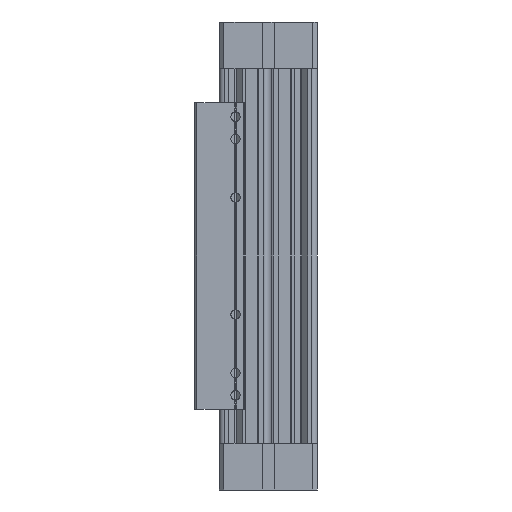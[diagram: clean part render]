
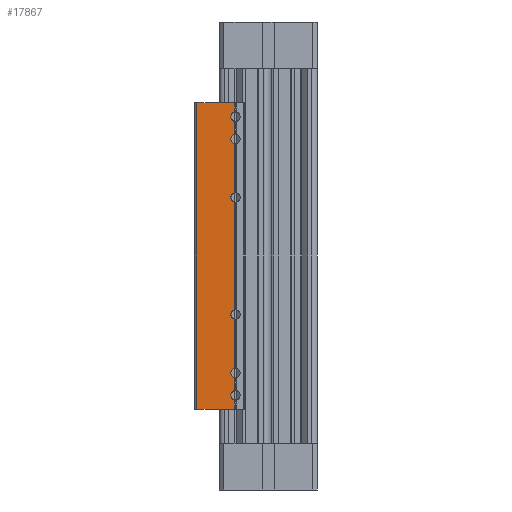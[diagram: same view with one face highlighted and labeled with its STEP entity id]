
A CAD part, front view. The second image highlights one B-rep face of the part: STEP entity #17867.
In plain terms, the highlighted face is planar.
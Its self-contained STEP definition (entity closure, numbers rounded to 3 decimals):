
#6363 = EDGE_LOOP ( 'NONE', ( #10536, #10518, #10374, #10331, #10309, #10516, #10535, #10308, #10475, #10315, #10459, #10570, #10408, #10557, #10489, #10415 ) ) ;
#7623 = EDGE_CURVE ( 'NONE', #11826, #11825, #22778, .T. ) ;
#7627 = EDGE_CURVE ( 'NONE', #11826, #11827, #22796, .T. ) ;
#7628 = EDGE_CURVE ( 'NONE', #11830, #11831, #22798, .T. ) ;
#7629 = EDGE_CURVE ( 'NONE', #11020, #11831, #22794, .T. ) ;
#7630 = EDGE_CURVE ( 'NONE', #11020, #11832, #22801, .T. ) ;
#7631 = EDGE_CURVE ( 'NONE', #11830, #11827, #22793, .T. ) ;
#7632 = EDGE_CURVE ( 'NONE', #11823, #11825, #22804, .T. ) ;
#7633 = EDGE_CURVE ( 'NONE', #11823, #11821, #22791, .T. ) ;
#7634 = EDGE_CURVE ( 'NONE', #11820, #11821, #22807, .T. ) ;
#7635 = EDGE_CURVE ( 'NONE', #11820, #11819, #22799, .T. ) ;
#7636 = EDGE_CURVE ( 'NONE', #11817, #11819, #22810, .T. ) ;
#7637 = EDGE_CURVE ( 'NONE', #11817, #11816, #22802, .T. ) ;
#7638 = EDGE_CURVE ( 'NONE', #11816, #11815, #22811, .T. ) ;
#7639 = EDGE_CURVE ( 'NONE', #11812, #11815, #22813, .T. ) ;
#7640 = EDGE_CURVE ( 'NONE', #11810, #11812, #22809, .T. ) ;
#7641 = EDGE_CURVE ( 'NONE', #11810, #11832, #22817, .T. ) ;
#10308 = ORIENTED_EDGE ( 'NONE', *, *, #7633, .T. ) ;
#10309 = ORIENTED_EDGE ( 'NONE', *, *, #7627, .F. ) ;
#10315 = ORIENTED_EDGE ( 'NONE', *, *, #7635, .T. ) ;
#10331 = ORIENTED_EDGE ( 'NONE', *, *, #7631, .T. ) ;
#10374 = ORIENTED_EDGE ( 'NONE', *, *, #7628, .F. ) ;
#10408 = ORIENTED_EDGE ( 'NONE', *, *, #7638, .T. ) ;
#10415 = ORIENTED_EDGE ( 'NONE', *, *, #7641, .T. ) ;
#10459 = ORIENTED_EDGE ( 'NONE', *, *, #7636, .F. ) ;
#10475 = ORIENTED_EDGE ( 'NONE', *, *, #7634, .F. ) ;
#10489 = ORIENTED_EDGE ( 'NONE', *, *, #7640, .F. ) ;
#10516 = ORIENTED_EDGE ( 'NONE', *, *, #7623, .T. ) ;
#10518 = ORIENTED_EDGE ( 'NONE', *, *, #7629, .T. ) ;
#10535 = ORIENTED_EDGE ( 'NONE', *, *, #7632, .F. ) ;
#10536 = ORIENTED_EDGE ( 'NONE', *, *, #7630, .F. ) ;
#10557 = ORIENTED_EDGE ( 'NONE', *, *, #7639, .F. ) ;
#10570 = ORIENTED_EDGE ( 'NONE', *, *, #7637, .T. ) ;
#11020 = VERTEX_POINT ( 'NONE', #25807 ) ;
#11810 = VERTEX_POINT ( 'NONE', #16655 ) ;
#11812 = VERTEX_POINT ( 'NONE', #16657 ) ;
#11815 = VERTEX_POINT ( 'NONE', #16660 ) ;
#11816 = VERTEX_POINT ( 'NONE', #16661 ) ;
#11817 = VERTEX_POINT ( 'NONE', #16662 ) ;
#11819 = VERTEX_POINT ( 'NONE', #16664 ) ;
#11820 = VERTEX_POINT ( 'NONE', #16665 ) ;
#11821 = VERTEX_POINT ( 'NONE', #16666 ) ;
#11823 = VERTEX_POINT ( 'NONE', #16668 ) ;
#11825 = VERTEX_POINT ( 'NONE', #16670 ) ;
#11826 = VERTEX_POINT ( 'NONE', #16671 ) ;
#11827 = VERTEX_POINT ( 'NONE', #16672 ) ;
#11830 = VERTEX_POINT ( 'NONE', #16675 ) ;
#11831 = VERTEX_POINT ( 'NONE', #16676 ) ;
#11832 = VERTEX_POINT ( 'NONE', #16677 ) ;
#15188 = AXIS2_PLACEMENT_3D ( 'NONE', #18932, #18954, #18956 ) ;
#16655 = CARTESIAN_POINT ( 'NONE',  ( 236.5, -124.603, 66.5 ) ) ;
#16657 = CARTESIAN_POINT ( 'NONE',  ( 236.5, -108.603, 66.5 ) ) ;
#16660 = CARTESIAN_POINT ( 'NONE',  ( 105.5, -108.603, 66.5 ) ) ;
#16661 = CARTESIAN_POINT ( 'NONE',  ( 105.5, -124.603, 66.5 ) ) ;
#16662 = CARTESIAN_POINT ( 'NONE',  ( 109.575, -124.603, 66.5 ) ) ;
#16664 = CARTESIAN_POINT ( 'NONE',  ( 113.448, -124.603, 66.5 ) ) ;
#16665 = CARTESIAN_POINT ( 'NONE',  ( 119.064, -124.603, 66.5 ) ) ;
#16666 = CARTESIAN_POINT ( 'NONE',  ( 122.936, -124.603, 66.5 ) ) ;
#16668 = CARTESIAN_POINT ( 'NONE',  ( 144.064, -124.603, 66.5 ) ) ;
#16670 = CARTESIAN_POINT ( 'NONE',  ( 147.936, -124.603, 66.5 ) ) ;
#16671 = CARTESIAN_POINT ( 'NONE',  ( 194.064, -124.603, 66.5 ) ) ;
#16672 = CARTESIAN_POINT ( 'NONE',  ( 197.936, -124.603, 66.5 ) ) ;
#16675 = CARTESIAN_POINT ( 'NONE',  ( 219.064, -124.603, 66.5 ) ) ;
#16676 = CARTESIAN_POINT ( 'NONE',  ( 222.936, -124.603, 66.5 ) ) ;
#16677 = CARTESIAN_POINT ( 'NONE',  ( 232.436, -124.603, 66.5 ) ) ;
#17867 = ADVANCED_FACE ( 'NONE', ( #19581 ), #18927, .F. ) ;
#18927 = PLANE ( 'NONE',  #15188 ) ;
#18932 = CARTESIAN_POINT ( 'NONE',  ( 236.5, -108.603, 66.5 ) ) ;
#18954 = DIRECTION ( 'NONE',  ( 0., 0., 1. ) ) ;
#18956 = DIRECTION ( 'NONE',  ( 1., 0., 0. ) ) ;
#19581 = FACE_OUTER_BOUND ( 'NONE', #6363, .T. ) ;
#22778 = LINE ( 'NONE', #23767, #22787 ) ;
#22787 = VECTOR ( 'NONE', #23770, 1000. ) ;
#22791 = LINE ( 'NONE', #23794, #22800 ) ;
#22793 = LINE ( 'NONE', #23789, #22797 ) ;
#22794 = LINE ( 'NONE', #23784, #22795 ) ;
#22795 = VECTOR ( 'NONE', #23785, 1000. ) ;
#22796 = CIRCLE ( 'NONE', #26754, 2. ) ;
#22797 = VECTOR ( 'NONE', #23790, 1000. ) ;
#22798 = CIRCLE ( 'NONE', #26751, 2. ) ;
#22799 = LINE ( 'NONE', #23799, #22803 ) ;
#22800 = VECTOR ( 'NONE', #23795, 1000. ) ;
#22801 = CIRCLE ( 'NONE', #26756, 2. ) ;
#22802 = LINE ( 'NONE', #23803, #22806 ) ;
#22803 = VECTOR ( 'NONE', #23800, 1000. ) ;
#22804 = CIRCLE ( 'NONE', #26757, 2. ) ;
#22806 = VECTOR ( 'NONE', #23804, 1000. ) ;
#22807 = CIRCLE ( 'NONE', #26758, 2. ) ;
#22809 = LINE ( 'NONE', #23796, #22815 ) ;
#22810 = CIRCLE ( 'NONE', #26759, 2. ) ;
#22811 = LINE ( 'NONE', #23805, #22812 ) ;
#22812 = VECTOR ( 'NONE', #23806, 1000. ) ;
#22813 = LINE ( 'NONE', #23807, #22814 ) ;
#22814 = VECTOR ( 'NONE', #23808, 1000. ) ;
#22815 = VECTOR ( 'NONE', #23810, 1000. ) ;
#22817 = LINE ( 'NONE', #23811, #22818 ) ;
#22818 = VECTOR ( 'NONE', #23812, 1000. ) ;
#23767 = CARTESIAN_POINT ( 'NONE',  ( 236.5, -124.603, 66.5 ) ) ;
#23770 = DIRECTION ( 'NONE',  ( -1., 0., 0. ) ) ;
#23775 = CARTESIAN_POINT ( 'NONE',  ( 221., -125.103, 66.5 ) ) ;
#23777 = CARTESIAN_POINT ( 'NONE',  ( 196., -125.103, 66.5 ) ) ;
#23778 = CARTESIAN_POINT ( 'NONE',  ( 230.5, -125.103, 66.5 ) ) ;
#23779 = DIRECTION ( 'NONE',  ( 0., 0., -1. ) ) ;
#23780 = DIRECTION ( 'NONE',  ( 1., 0., 0. ) ) ;
#23781 = CARTESIAN_POINT ( 'NONE',  ( 146., -125.103, 66.5 ) ) ;
#23782 = DIRECTION ( 'NONE',  ( 0., 0., -1. ) ) ;
#23783 = DIRECTION ( 'NONE',  ( 1., 0., 0. ) ) ;
#23784 = CARTESIAN_POINT ( 'NONE',  ( 236.5, -124.603, 66.5 ) ) ;
#23785 = DIRECTION ( 'NONE',  ( -1., 0., 0. ) ) ;
#23786 = CARTESIAN_POINT ( 'NONE',  ( 121., -125.103, 66.5 ) ) ;
#23787 = DIRECTION ( 'NONE',  ( 0., 0., -1. ) ) ;
#23788 = DIRECTION ( 'NONE',  ( 1., 0., 0. ) ) ;
#23789 = CARTESIAN_POINT ( 'NONE',  ( 236.5, -124.603, 66.5 ) ) ;
#23790 = DIRECTION ( 'NONE',  ( -1., 0., 0. ) ) ;
#23791 = CARTESIAN_POINT ( 'NONE',  ( 111.511, -125.103, 66.5 ) ) ;
#23792 = DIRECTION ( 'NONE',  ( 0., 0., -1. ) ) ;
#23793 = DIRECTION ( 'NONE',  ( 1., 0., 0. ) ) ;
#23794 = CARTESIAN_POINT ( 'NONE',  ( 236.5, -124.603, 66.5 ) ) ;
#23795 = DIRECTION ( 'NONE',  ( -1., 0., 0. ) ) ;
#23796 = CARTESIAN_POINT ( 'NONE',  ( 236.5, -108.603, 66.5 ) ) ;
#23797 = DIRECTION ( 'NONE',  ( 0., 0., -1. ) ) ;
#23798 = DIRECTION ( 'NONE',  ( 1., 0., 0. ) ) ;
#23799 = CARTESIAN_POINT ( 'NONE',  ( 236.5, -124.603, 66.5 ) ) ;
#23800 = DIRECTION ( 'NONE',  ( -1., 0., 0. ) ) ;
#23801 = DIRECTION ( 'NONE',  ( 0., 0., -1. ) ) ;
#23802 = DIRECTION ( 'NONE',  ( 1., 0., 0. ) ) ;
#23803 = CARTESIAN_POINT ( 'NONE',  ( 236.5, -124.603, 66.5 ) ) ;
#23804 = DIRECTION ( 'NONE',  ( -1., 0., 0. ) ) ;
#23805 = CARTESIAN_POINT ( 'NONE',  ( 105.5, -108.603, 66.5 ) ) ;
#23806 = DIRECTION ( 'NONE',  ( 0., 1., 0. ) ) ;
#23807 = CARTESIAN_POINT ( 'NONE',  ( 236.5, -108.603, 66.5 ) ) ;
#23808 = DIRECTION ( 'NONE',  ( -1., 0., 0. ) ) ;
#23810 = DIRECTION ( 'NONE',  ( 0., 1., 0. ) ) ;
#23811 = CARTESIAN_POINT ( 'NONE',  ( 236.5, -124.603, 66.5 ) ) ;
#23812 = DIRECTION ( 'NONE',  ( -1., 0., 0. ) ) ;
#25807 = CARTESIAN_POINT ( 'NONE',  ( 228.564, -124.603, 66.5 ) ) ;
#26751 = AXIS2_PLACEMENT_3D ( 'NONE', #23775, #23782, #23783 ) ;
#26754 = AXIS2_PLACEMENT_3D ( 'NONE', #23777, #23779, #23780 ) ;
#26756 = AXIS2_PLACEMENT_3D ( 'NONE', #23778, #23787, #23788 ) ;
#26757 = AXIS2_PLACEMENT_3D ( 'NONE', #23781, #23792, #23793 ) ;
#26758 = AXIS2_PLACEMENT_3D ( 'NONE', #23786, #23797, #23798 ) ;
#26759 = AXIS2_PLACEMENT_3D ( 'NONE', #23791, #23801, #23802 ) ;
